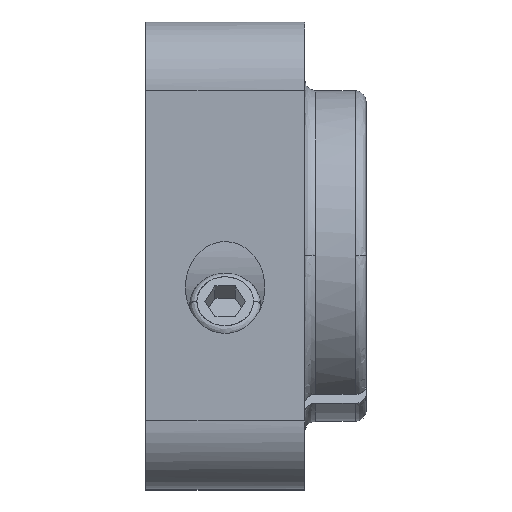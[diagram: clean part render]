
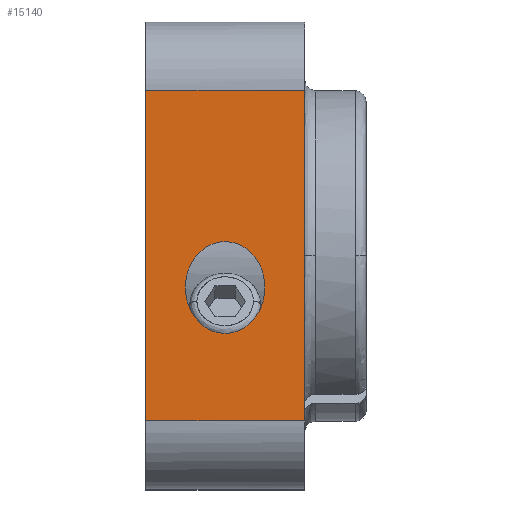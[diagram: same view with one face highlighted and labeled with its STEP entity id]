
A CAD part, top view. The second image highlights one B-rep face of the part: STEP entity #15140.
In plain terms, the highlighted free-form (B-spline) face has degree [1, 1] with [2, 2] control points.
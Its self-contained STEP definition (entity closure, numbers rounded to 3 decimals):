
#14410 = CARTESIAN_POINT ('', (0., 37.5, 53.));
#14420 = VERTEX_POINT ('', #14410);
#14430 = CARTESIAN_POINT ('', (0., -37.5, 53.));
#14440 = VERTEX_POINT ('', #14430);
#14450 = CARTESIAN_POINT ('', (0., 37.5, 53.));
#14460 = CARTESIAN_POINT ('', (0., -37.5, 53.));
#14470 = B_SPLINE_CURVE_WITH_KNOTS ('', 1, (#14450, #14460), .UNSPECIFIED., .F., .U., (2, 2), (0., 1.), .UNSPECIFIED.);
#14480 = EDGE_CURVE ('', #14420, #14440, #14470, .T.);
#14490 = ORIENTED_EDGE ('', *, *, #14480, .T.);
#14500 = CARTESIAN_POINT ('', (36., -37.5, 53.));
#14510 = VERTEX_POINT ('', #14500);
#14520 = CARTESIAN_POINT ('', (0., -37.5, 53.));
#14530 = CARTESIAN_POINT ('', (36., -37.5, 53.));
#14540 = B_SPLINE_CURVE_WITH_KNOTS ('', 1, (#14520, #14530), .UNSPECIFIED., .F., .U., (2, 2), (0., 1.), .UNSPECIFIED.);
#14550 = EDGE_CURVE ('', #14440, #14510, #14540, .T.);
#14560 = ORIENTED_EDGE ('', *, *, #14550, .T.);
#14570 = CARTESIAN_POINT ('', (36., 37.5, 53.));
#14580 = VERTEX_POINT ('', #14570);
#14590 = CARTESIAN_POINT ('', (36., -37.5, 53.));
#14600 = CARTESIAN_POINT ('', (36., 37.5, 53.));
#14610 = B_SPLINE_CURVE_WITH_KNOTS ('', 1, (#14590, #14600), .UNSPECIFIED., .F., .U., (2, 2), (0., 1.), .UNSPECIFIED.);
#14620 = EDGE_CURVE ('', #14510, #14580, #14610, .T.);
#14630 = ORIENTED_EDGE ('', *, *, #14620, .T.);
#14640 = CARTESIAN_POINT ('', (36., 37.5, 53.));
#14650 = CARTESIAN_POINT ('', (0., 37.5, 53.));
#14660 = B_SPLINE_CURVE_WITH_KNOTS ('', 1, (#14640, #14650), .UNSPECIFIED., .F., .U., (2, 2), (0., 1.), .UNSPECIFIED.);
#14670 = EDGE_CURVE ('', #14580, #14420, #14660, .T.);
#14680 = ORIENTED_EDGE ('', *, *, #14670, .T.);
#14690 = EDGE_LOOP ('', (#14490, #14560, #14630, #14680));
#14700 = FACE_OUTER_BOUND ('', #14690, .T.);
#14710 = CARTESIAN_POINT ('', (18., 3.155, 53.));
#14720 = VERTEX_POINT ('', #14710);
#14730 = CARTESIAN_POINT ('', (18., -17.63, 53.));
#14740 = VERTEX_POINT ('', #14730);
#14750 = CARTESIAN_POINT ('', (18., 3.155, 53.));
#14760 = CARTESIAN_POINT ('', (20.483, 3.155, 53.));
#14770 = CARTESIAN_POINT ('', (22.605, 2.14, 53.));
#14780 = CARTESIAN_POINT ('', (24.364, 0.111, 53.));
#14790 = CARTESIAN_POINT ('', (26.12, -1.915, 53.));
#14800 = CARTESIAN_POINT ('', (26.999, -4.364, 53.));
#14810 = CARTESIAN_POINT ('', (27., -7.238, 53.));
#14820 = CARTESIAN_POINT ('', (27.001, -10.104, 53.));
#14830 = CARTESIAN_POINT ('', (26.123, -12.553, 53.));
#14840 = CARTESIAN_POINT ('', (24.364, -14.586, 53.));
#14850 = CARTESIAN_POINT ('', (22.609, -16.615, 53.));
#14860 = CARTESIAN_POINT ('', (20.487, -17.63, 53.));
#14870 = CARTESIAN_POINT ('', (18., -17.63, 53.));
#14880 = B_SPLINE_CURVE_WITH_KNOTS ('', 3, (#14750, #14760, #14770, #14780, #14790, #14800, #14810, #14820, #14830, #14840, #14850, #14860, #14870), .UNSPECIFIED., .F., .U., (4, 3, 3, 3, 4), (0., 0.25, 0.5, 0.75, 1.), .UNSPECIFIED.);
#14890 = EDGE_CURVE ('', #14720, #14740, #14880, .T.);
#14900 = ORIENTED_EDGE ('', *, *, #14890, .T.);
#14910 = CARTESIAN_POINT ('', (18., -17.63, 53.));
#14920 = CARTESIAN_POINT ('', (15.517, -17.63, 53.));
#14930 = CARTESIAN_POINT ('', (13.395, -16.615, 53.));
#14940 = CARTESIAN_POINT ('', (11.636, -14.586, 53.));
#14950 = CARTESIAN_POINT ('', (9.88, -12.561, 53.));
#14960 = CARTESIAN_POINT ('', (9.001, -10.111, 53.));
#14970 = CARTESIAN_POINT ('', (9., -7.238, 53.));
#14980 = CARTESIAN_POINT ('', (8.999, -4.372, 53.));
#14990 = CARTESIAN_POINT ('', (9.877, -1.922, 53.));
#15000 = CARTESIAN_POINT ('', (11.636, 0.111, 53.));
#15010 = CARTESIAN_POINT ('', (13.391, 2.14, 53.));
#15020 = CARTESIAN_POINT ('', (15.513, 3.155, 53.));
#15030 = CARTESIAN_POINT ('', (18., 3.155, 53.));
#15040 = B_SPLINE_CURVE_WITH_KNOTS ('', 3, (#14910, #14920, #14930, #14940, #14950, #14960, #14970, #14980, #14990, #15000, #15010, #15020, #15030), .UNSPECIFIED., .F., .U., (4, 3, 3, 3, 4), (0., 0.25, 0.5, 0.75, 1.), .UNSPECIFIED.);
#15050 = EDGE_CURVE ('', #14740, #14720, #15040, .T.);
#15060 = ORIENTED_EDGE ('', *, *, #15050, .T.);
#15070 = EDGE_LOOP ('', (#14900, #15060));
#15080 = FACE_BOUND ('', #15070, .T.);
#15090 = CARTESIAN_POINT ('', (36., -37.5, 53.));
#15100 = CARTESIAN_POINT ('', (0., -37.5, 53.));
#15110 = CARTESIAN_POINT ('', (36., 37.5, 53.));
#15120 = CARTESIAN_POINT ('', (0., 37.5, 53.));
#15130 = B_SPLINE_SURFACE_WITH_KNOTS ('', 1, 1, ((#15090, #15100), (#15110, #15120)), .UNSPECIFIED., .F., .F., .U., (2, 2), (2, 2), (0., 1.), (0., 1.), .UNSPECIFIED.);
#15140 = ADVANCED_FACE ('', (#14700, #15080), #15130, .T.);
